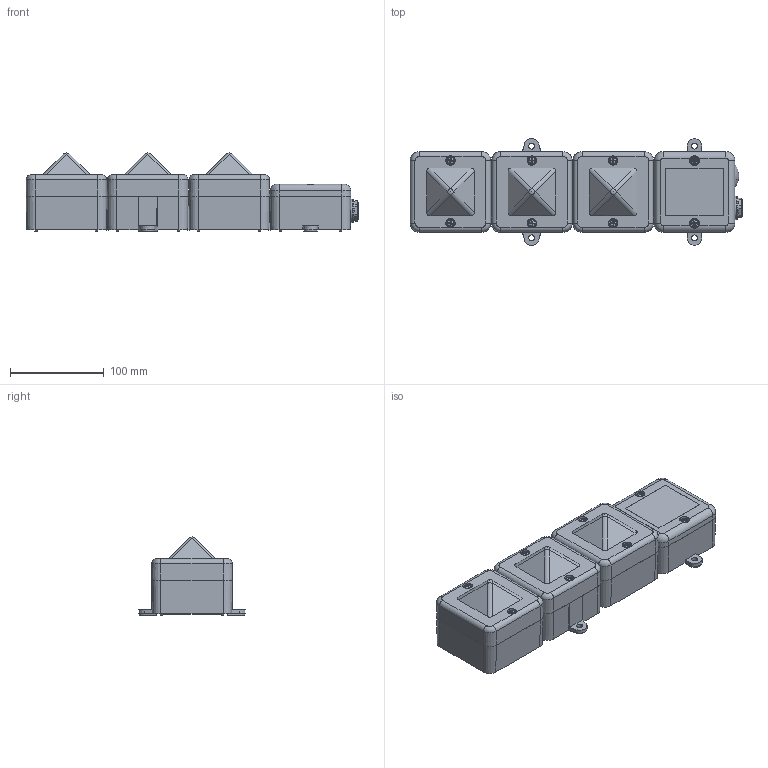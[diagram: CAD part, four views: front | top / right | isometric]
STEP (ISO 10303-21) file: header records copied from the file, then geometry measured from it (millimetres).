
FILE_DESCRIPTION (( 'STEP AP214' ), '1' );
FILE_NAME ('SK0215.STEP', '2016-12-13T11:11:36', ( 'User' ), ( '' ), 'SwSTEP 2.0', 'SolidWorks 2017', '' );
FILE_SCHEMA (( 'AUTOMOTIVE_DESIGN' ));
Length unit declared in the file: millimetre
Products named in the file (1): SK0215
Bounding box: 354.41 x 113.97 x 83.33 mm (x, y, z)
Volume: 389144.5 mm3; surface area: 277739.3 mm2
Topology: 32 solids, 32 shells, 1431 faces, 3826 edges, 2458 vertices
Faces by surface type: cylinder 561, plane 415, cone 236, bspline 129, torus 78, sphere 12
Entity records: 96944 total; most frequent: CARTESIAN_POINT 47979, ORIENTED_EDGE 7532, DIRECTION 5902, EDGE_CURVE 3766, VERTEX_POINT 2452, AXIS2_PLACEMENT_3D 2205, EDGE_LOOP 1552, VECTOR 1492
